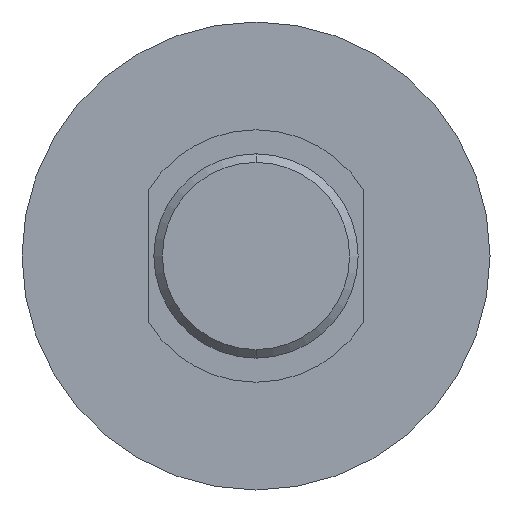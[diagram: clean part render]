
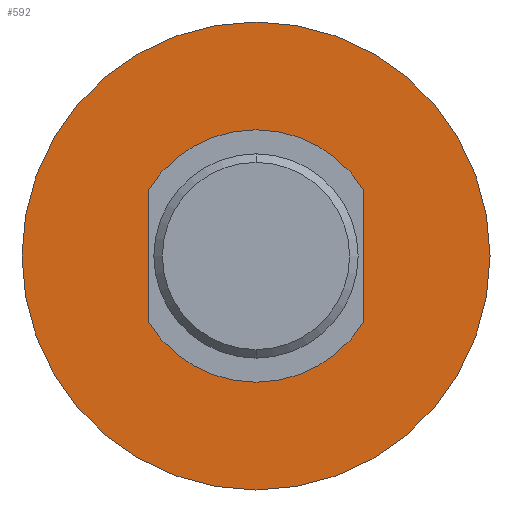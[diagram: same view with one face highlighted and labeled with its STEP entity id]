
A CAD part, left-side view. The second image highlights one B-rep face of the part: STEP entity #592.
In plain terms, the highlighted planar face has unit normal (-1, 0, 0).
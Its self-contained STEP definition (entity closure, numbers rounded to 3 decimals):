
#216=CARTESIAN_POINT('',(77.6,0.,-22.25));
#217=VERTEX_POINT('',#216);
#226=CARTESIAN_POINT('',(77.6,-19.0,-11.579));
#227=VERTEX_POINT('',#226);
#228=CARTESIAN_POINT('',(77.6,0.0,0.0));
#229=DIRECTION('',(1.0,0.0,0.0));
#230=DIRECTION('',(0.0,0.0,1.0));
#231=AXIS2_PLACEMENT_3D('',#228,#229,#230);
#232=CIRCLE('',#231,22.25);
#233=EDGE_CURVE('',#227,#217,#232,.T.);
#260=CARTESIAN_POINT('',(77.6,0.,22.25));
#261=VERTEX_POINT('',#260);
#277=CARTESIAN_POINT('',(77.6,-19.0,11.579));
#278=VERTEX_POINT('',#277);
#285=CARTESIAN_POINT('',(77.6,0.0,0.0));
#286=DIRECTION('',(1.0,0.0,0.0));
#287=DIRECTION('',(0.0,0.0,1.0));
#288=AXIS2_PLACEMENT_3D('',#285,#286,#287);
#289=CIRCLE('',#288,22.25);
#290=EDGE_CURVE('',#261,#278,#289,.T.);
#380=CARTESIAN_POINT('',(77.6,0.0,41.25));
#381=VERTEX_POINT('',#380);
#390=CARTESIAN_POINT('',(77.6,0.,-41.25));
#391=VERTEX_POINT('',#390);
#392=CARTESIAN_POINT('',(77.6,0.0,0.0));
#393=DIRECTION('',(1.0,0.0,0.0));
#394=DIRECTION('',(0.0,0.0,1.0));
#395=AXIS2_PLACEMENT_3D('',#392,#393,#394);
#396=CIRCLE('',#395,41.25);
#397=EDGE_CURVE('',#381,#391,#396,.T.);
#543=CARTESIAN_POINT('',(77.6,0.0,20.625));
#544=DIRECTION('',(-1.0,0.0,0.0));
#545=DIRECTION('',(0.0,0.0,1.0));
#546=AXIS2_PLACEMENT_3D('',#543,#544,#545);
#547=PLANE('',#546);
#548=ORIENTED_EDGE('',*,*,#397,.F.);
#549=CARTESIAN_POINT('',(77.6,0.0,0.0));
#550=DIRECTION('',(1.0,0.0,0.0));
#551=DIRECTION('',(0.0,0.0,1.0));
#552=AXIS2_PLACEMENT_3D('',#549,#550,#551);
#553=CIRCLE('',#552,41.25);
#554=EDGE_CURVE('',#391,#381,#553,.T.);
#555=ORIENTED_EDGE('',*,*,#554,.F.);
#556=EDGE_LOOP('',(#548,#555));
#557=FACE_OUTER_BOUND('',#556,.T.);
#558=CARTESIAN_POINT('',(77.6,-19.0,11.579));
#559=DIRECTION('',(0.0,0.0,-1.0));
#560=VECTOR('',#559,23.157);
#561=LINE('',#558,#560);
#562=EDGE_CURVE('',#278,#227,#561,.T.);
#563=ORIENTED_EDGE('',*,*,#562,.T.);
#564=ORIENTED_EDGE('',*,*,#233,.T.);
#565=CARTESIAN_POINT('',(77.6,19.0,-11.579));
#566=VERTEX_POINT('',#565);
#567=CARTESIAN_POINT('',(77.6,0.0,0.0));
#568=DIRECTION('',(1.0,0.0,0.0));
#569=DIRECTION('',(0.0,0.0,1.0));
#570=AXIS2_PLACEMENT_3D('',#567,#568,#569);
#571=CIRCLE('',#570,22.25);
#572=EDGE_CURVE('',#217,#566,#571,.T.);
#573=ORIENTED_EDGE('',*,*,#572,.T.);
#574=CARTESIAN_POINT('',(77.6,19.0,11.579));
#575=VERTEX_POINT('',#574);
#576=CARTESIAN_POINT('',(77.6,19.0,-11.579));
#577=DIRECTION('',(0.0,0.0,1.0));
#578=VECTOR('',#577,23.157);
#579=LINE('',#576,#578);
#580=EDGE_CURVE('',#566,#575,#579,.T.);
#581=ORIENTED_EDGE('',*,*,#580,.T.);
#582=CARTESIAN_POINT('',(77.6,0.0,0.0));
#583=DIRECTION('',(1.0,0.0,0.0));
#584=DIRECTION('',(0.0,0.0,1.0));
#585=AXIS2_PLACEMENT_3D('',#582,#583,#584);
#586=CIRCLE('',#585,22.25);
#587=EDGE_CURVE('',#575,#261,#586,.T.);
#588=ORIENTED_EDGE('',*,*,#587,.T.);
#589=ORIENTED_EDGE('',*,*,#290,.T.);
#590=EDGE_LOOP('',(#563,#564,#573,#581,#588,#589));
#591=FACE_BOUND('',#590,.T.);
#592=ADVANCED_FACE('',(#557,#591),#547,.T.);
